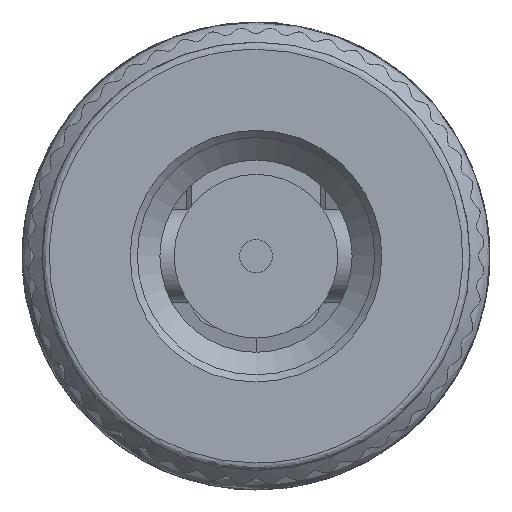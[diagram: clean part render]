
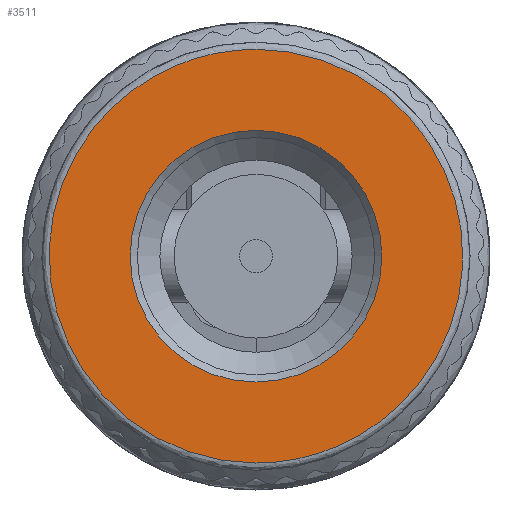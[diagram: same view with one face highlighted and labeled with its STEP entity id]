
A CAD part, front view. The second image highlights one B-rep face of the part: STEP entity #3511.
In plain terms, the highlighted planar face has unit normal (0, -1, 0).
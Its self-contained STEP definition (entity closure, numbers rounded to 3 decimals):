
#1280 = CARTESIAN_POINT ( 'NONE',  ( 0., 9.652, 42.552 ) ) ;
#1485 = CARTESIAN_POINT ( 'NONE',  ( 0., 9.652, 42.552 ) ) ;
#1821 = CARTESIAN_POINT ( 'NONE',  ( 11.5, 9.652, 42.552 ) ) ;
#1951 = CARTESIAN_POINT ( 'NONE',  ( -5.75, 9.652, 48.302 ) ) ;
#2802 = CARTESIAN_POINT ( 'NONE',  ( 0., 9.652, 54.052 ) ) ;
#2881 = CARTESIAN_POINT ( 'NONE',  ( 0., 9.652, 44.802 ) ) ;
#3006 = CARTESIAN_POINT ( 'NONE',  ( 0., 9.652, 54.052 ) ) ;
#3491 = AXIS2_PLACEMENT_3D ( 'NONE', #14166, #10259, #10344 ) ;
#3511 = ADVANCED_FACE ( 'NONE', ( #11881, #15460 ), #8049, .T. ) ;
#3758 = CARTESIAN_POINT ( 'NONE',  ( -11.5, 9.652, 42.552 ) ) ;
#4350 = VERTEX_POINT ( 'NONE', #2881 ) ;
#7305 = CARTESIAN_POINT ( 'NONE',  ( -11.5, 9.652, 54.052 ) ) ;
#7841 = EDGE_CURVE ( 'NONE', #12474, #15073, #9939, .T. ) ;
#7922 = CARTESIAN_POINT ( 'NONE',  ( 0., 9.652, 42.552 ) ) ;
#8049 = PLANE ( 'NONE',  #9479 ) ;
#8081 = EDGE_LOOP ( 'NONE', ( #12849, #13065 ) ) ;
#9367 = EDGE_CURVE ( 'NONE', #15073, #12474, #13209, .T. ) ;
#9479 = AXIS2_PLACEMENT_3D ( 'NONE', #1951, #12999, #9548 ) ;
#9548 = DIRECTION ( 'NONE',  ( 0., 0., -1. ) ) ;
#9939 =( BOUNDED_CURVE ( )  B_SPLINE_CURVE ( 3, ( #3006, #10471, #1821, #7922 ),
 .UNSPECIFIED., .F., .T. ) 
 B_SPLINE_CURVE_WITH_KNOTS ( ( 4, 4 ),
 ( 0., 1. ),
 .UNSPECIFIED. ) 
 CURVE ( )  GEOMETRIC_REPRESENTATION_ITEM ( )  RATIONAL_B_SPLINE_CURVE ( ( 1., 0.333, 0.333, 1. ) ) 
 REPRESENTATION_ITEM ( '' )  );
#10259 = DIRECTION ( 'NONE',  ( 0., 1., 0. ) ) ;
#10344 = DIRECTION ( 'NONE',  ( 0., 0., -1. ) ) ;
#10471 = CARTESIAN_POINT ( 'NONE',  ( 11.5, 9.652, 54.052 ) ) ;
#10547 = ORIENTED_EDGE ( 'NONE', *, *, #13706, .T. ) ;
#10966 = CARTESIAN_POINT ( 'NONE',  ( 0., 9.652, 54.052 ) ) ;
#11881 = FACE_OUTER_BOUND ( 'NONE', #8081, .T. ) ;
#12474 = VERTEX_POINT ( 'NONE', #2802 ) ;
#12694 = CIRCLE ( 'NONE', #3491, 3.5 ) ;
#12849 = ORIENTED_EDGE ( 'NONE', *, *, #7841, .F. ) ;
#12999 = DIRECTION ( 'NONE',  ( 0., -1., 0. ) ) ;
#13065 = ORIENTED_EDGE ( 'NONE', *, *, #9367, .F. ) ;
#13209 =( BOUNDED_CURVE ( )  B_SPLINE_CURVE ( 3, ( #1280, #3758, #7305, #10966 ),
 .UNSPECIFIED., .F., .T. ) 
 B_SPLINE_CURVE_WITH_KNOTS ( ( 4, 4 ),
 ( 0., 1. ),
 .UNSPECIFIED. ) 
 CURVE ( )  GEOMETRIC_REPRESENTATION_ITEM ( )  RATIONAL_B_SPLINE_CURVE ( ( 1., 0.333, 0.333, 1. ) ) 
 REPRESENTATION_ITEM ( '' )  );
#13503 = EDGE_LOOP ( 'NONE', ( #10547 ) ) ;
#13706 = EDGE_CURVE ( 'NONE', #4350, #4350, #12694, .T. ) ;
#14166 = CARTESIAN_POINT ( 'NONE',  ( 0., 9.652, 48.302 ) ) ;
#15073 = VERTEX_POINT ( 'NONE', #1485 ) ;
#15460 = FACE_BOUND ( 'NONE', #13503, .T. ) ;
